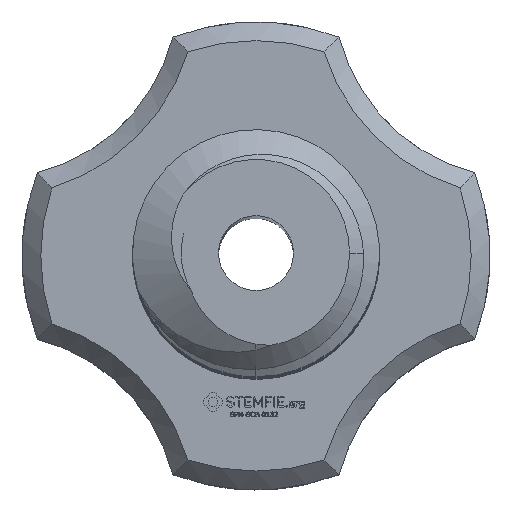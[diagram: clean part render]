
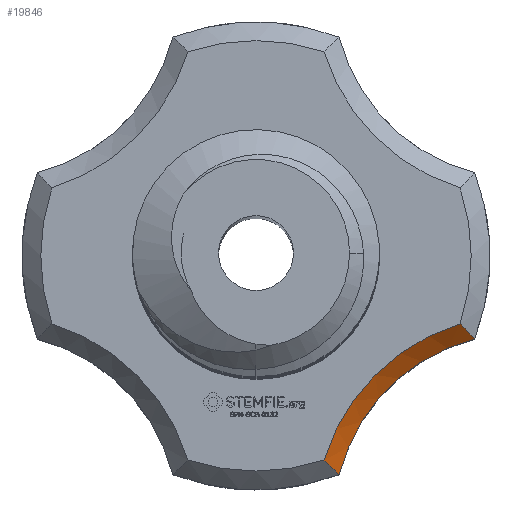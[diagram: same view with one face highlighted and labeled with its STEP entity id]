
A CAD part, top view. The second image highlights one B-rep face of the part: STEP entity #19846.
In plain terms, the highlighted conical face has half-angle 45 degrees and reference radius 5 mm.
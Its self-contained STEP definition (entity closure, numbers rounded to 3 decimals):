
#4839 = VERTEX_POINT('',#4840);
#4840 = CARTESIAN_POINT('',(5.841,-2.225,-0.5));
#4854 = CYLINDRICAL_SURFACE('',#4855,5.);
#4855 = AXIS2_PLACEMENT_3D('',#4856,#4857,#4858);
#4856 = CARTESIAN_POINT('',(7.071,-7.071,0.));
#4857 = DIRECTION('',(-0.,0.,1.));
#4858 = DIRECTION('',(1.,0.,0.));
#4881 = CONICAL_SURFACE('',#4882,6.25,0.785);
#4882 = AXIS2_PLACEMENT_3D('',#4883,#4884,#4885);
#4883 = CARTESIAN_POINT('',(0.,0.,-0.5));
#4884 = DIRECTION('',(0.,0.,-1.));
#4885 = DIRECTION('',(0.934,0.356,0.));
#5605 = EDGE_CURVE('',#4839,#5606,#5608,.T.);
#5606 = VERTEX_POINT('',#5607);
#5607 = CARTESIAN_POINT('',(5.457,-1.814,0.));
#5608 = SURFACE_CURVE('',#5609,(#5614,#5624),.PCURVE_S1.);
#5609 = ELLIPSE('',#5610,7.526,2.577);
#5610 = AXIS2_PLACEMENT_3D('',#5611,#5612,#5613);
#5611 = CARTESIAN_POINT('',(3.536,-3.536,0.125));
#5612 = DIRECTION('',(0.47,-0.47,0.747));
#5613 = DIRECTION('',(0.528,-0.528,-0.664));
#5614 = PCURVE('',#4881,#5615);
#5615 = DEFINITIONAL_REPRESENTATION('',(#5616),#5623);
#5616 = B_SPLINE_CURVE_WITH_KNOTS('',5,(#5617,#5618,#5619,#5620,#5621,
    #5622),.UNSPECIFIED.,.F.,.F.,(6,6),(1.445,1.546),
  .PIECEWISE_BEZIER_KNOTS.);
#5617 = CARTESIAN_POINT('',(0.728,0.));
#5618 = CARTESIAN_POINT('',(0.72,-0.1));
#5619 = CARTESIAN_POINT('',(0.711,-0.199));
#5620 = CARTESIAN_POINT('',(0.703,-0.299));
#5621 = CARTESIAN_POINT('',(0.694,-0.4));
#5622 = CARTESIAN_POINT('',(0.685,-0.5));
#5623 = ( GEOMETRIC_REPRESENTATION_CONTEXT(2) 
PARAMETRIC_REPRESENTATION_CONTEXT() REPRESENTATION_CONTEXT('2D SPACE',''
  ) );
#5624 = PCURVE('',#5625,#5630);
#5625 = CONICAL_SURFACE('',#5626,5.,0.785);
#5626 = AXIS2_PLACEMENT_3D('',#5627,#5628,#5629);
#5627 = CARTESIAN_POINT('',(7.071,-7.071,-0.5));
#5628 = DIRECTION('',(-0.,0.,1.));
#5629 = DIRECTION('',(-0.969,0.246,-0.));
#5630 = DEFINITIONAL_REPRESENTATION('',(#5631),#5638);
#5631 = B_SPLINE_CURVE_WITH_KNOTS('',5,(#5632,#5633,#5634,#5635,#5636,
    #5637),.UNSPECIFIED.,.F.,.F.,(6,6),(1.445,1.546),
  .PIECEWISE_BEZIER_KNOTS.);
#5632 = CARTESIAN_POINT('',(-1.073,0.));
#5633 = CARTESIAN_POINT('',(-1.063,0.1));
#5634 = CARTESIAN_POINT('',(-1.053,0.199));
#5635 = CARTESIAN_POINT('',(-1.043,0.299));
#5636 = CARTESIAN_POINT('',(-1.034,0.4));
#5637 = CARTESIAN_POINT('',(-1.024,0.5));
#5638 = ( GEOMETRIC_REPRESENTATION_CONTEXT(2) 
PARAMETRIC_REPRESENTATION_CONTEXT() REPRESENTATION_CONTEXT('2D SPACE',''
  ) );
#5655 = PLANE('',#5656);
#5656 = AXIS2_PLACEMENT_3D('',#5657,#5658,#5659);
#5657 = CARTESIAN_POINT('',(0.,0.,0.)
  );
#5658 = DIRECTION('',(0.,0.,-1.));
#5659 = DIRECTION('',(1.,0.,0.));
#5671 = VERTEX_POINT('',#5672);
#5672 = CARTESIAN_POINT('',(2.225,-5.841,-0.5));
#5791 = EDGE_CURVE('',#5671,#4839,#5792,.T.);
#5792 = SURFACE_CURVE('',#5793,(#5798,#5805),.PCURVE_S1.);
#5793 = CIRCLE('',#5794,5.);
#5794 = AXIS2_PLACEMENT_3D('',#5795,#5796,#5797);
#5795 = CARTESIAN_POINT('',(7.071,-7.071,-0.5));
#5796 = DIRECTION('',(0.,0.,-1.));
#5797 = DIRECTION('',(-0.969,0.246,-0.));
#5798 = PCURVE('',#4854,#5799);
#5799 = DEFINITIONAL_REPRESENTATION('',(#5800),#5804);
#5800 = LINE('',#5801,#5802);
#5801 = CARTESIAN_POINT('',(-3.39,-0.5));
#5802 = VECTOR('',#5803,1.);
#5803 = DIRECTION('',(-1.,0.));
#5804 = ( GEOMETRIC_REPRESENTATION_CONTEXT(2) 
PARAMETRIC_REPRESENTATION_CONTEXT() REPRESENTATION_CONTEXT('2D SPACE',''
  ) );
#5805 = PCURVE('',#5625,#5806);
#5806 = DEFINITIONAL_REPRESENTATION('',(#5807),#5811);
#5807 = LINE('',#5808,#5809);
#5808 = CARTESIAN_POINT('',(-0.,0.));
#5809 = VECTOR('',#5810,1.);
#5810 = DIRECTION('',(-1.,0.));
#5811 = ( GEOMETRIC_REPRESENTATION_CONTEXT(2) 
PARAMETRIC_REPRESENTATION_CONTEXT() REPRESENTATION_CONTEXT('2D SPACE',''
  ) );
#7626 = EDGE_CURVE('',#7627,#5606,#7629,.T.);
#7627 = VERTEX_POINT('',#7628);
#7628 = CARTESIAN_POINT('',(1.814,-5.457,0.));
#7629 = SURFACE_CURVE('',#7630,(#7635,#7642),.PCURVE_S1.);
#7630 = CIRCLE('',#7631,5.5);
#7631 = AXIS2_PLACEMENT_3D('',#7632,#7633,#7634);
#7632 = CARTESIAN_POINT('',(7.071,-7.071,0.));
#7633 = DIRECTION('',(0.,0.,-1.));
#7634 = DIRECTION('',(-0.969,0.246,-0.));
#7635 = PCURVE('',#5655,#7636);
#7636 = DEFINITIONAL_REPRESENTATION('',(#7637),#7641);
#7637 = CIRCLE('',#7638,5.5);
#7638 = AXIS2_PLACEMENT_2D('',#7639,#7640);
#7639 = CARTESIAN_POINT('',(7.071,7.071));
#7640 = DIRECTION('',(-0.969,-0.246));
#7641 = ( GEOMETRIC_REPRESENTATION_CONTEXT(2) 
PARAMETRIC_REPRESENTATION_CONTEXT() REPRESENTATION_CONTEXT('2D SPACE',''
  ) );
#7642 = PCURVE('',#5625,#7643);
#7643 = DEFINITIONAL_REPRESENTATION('',(#7644),#7648);
#7644 = LINE('',#7645,#7646);
#7645 = CARTESIAN_POINT('',(-0.,0.5));
#7646 = VECTOR('',#7647,1.);
#7647 = DIRECTION('',(-1.,0.));
#7648 = ( GEOMETRIC_REPRESENTATION_CONTEXT(2) 
PARAMETRIC_REPRESENTATION_CONTEXT() REPRESENTATION_CONTEXT('2D SPACE',''
  ) );
#7667 = CONICAL_SURFACE('',#7668,6.25,0.785);
#7668 = AXIS2_PLACEMENT_3D('',#7669,#7670,#7671);
#7669 = CARTESIAN_POINT('',(0.,0.,-0.5));
#7670 = DIRECTION('',(0.,0.,-1.));
#7671 = DIRECTION('',(0.356,-0.934,0.));
#19846 = ADVANCED_FACE('',(#19847),#5625,.F.);
#19847 = FACE_BOUND('',#19848,.T.);
#19848 = EDGE_LOOP('',(#19849,#19877,#19878,#19879));
#19849 = ORIENTED_EDGE('',*,*,#19850,.F.);
#19850 = EDGE_CURVE('',#5671,#7627,#19851,.T.);
#19851 = SURFACE_CURVE('',#19852,(#19857,#19867),.PCURVE_S1.);
#19852 = ELLIPSE('',#19853,7.526,2.577);
#19853 = AXIS2_PLACEMENT_3D('',#19854,#19855,#19856);
#19854 = CARTESIAN_POINT('',(3.536,-3.536,0.125));
#19855 = DIRECTION('',(-0.47,0.47,-0.747));
#19856 = DIRECTION('',(-0.528,0.528,0.664));
#19857 = PCURVE('',#5625,#19858);
#19858 = DEFINITIONAL_REPRESENTATION('',(#19859),#19866);
#19859 = B_SPLINE_CURVE_WITH_KNOTS('',5,(#19860,#19861,#19862,#19863,
    #19864,#19865),.UNSPECIFIED.,.F.,.F.,(6,6),(4.587,
    4.687),.PIECEWISE_BEZIER_KNOTS.);
#19860 = CARTESIAN_POINT('',(0.,0.));
#19861 = CARTESIAN_POINT('',(-0.01,0.1));
#19862 = CARTESIAN_POINT('',(-0.02,0.199));
#19863 = CARTESIAN_POINT('',(-0.03,0.299));
#19864 = CARTESIAN_POINT('',(-0.04,0.4));
#19865 = CARTESIAN_POINT('',(-0.049,0.5));
#19866 = ( GEOMETRIC_REPRESENTATION_CONTEXT(2) 
PARAMETRIC_REPRESENTATION_CONTEXT() REPRESENTATION_CONTEXT('2D SPACE',''
  ) );
#19867 = PCURVE('',#7667,#19868);
#19868 = DEFINITIONAL_REPRESENTATION('',(#19869),#19876);
#19869 = B_SPLINE_CURVE_WITH_KNOTS('',5,(#19870,#19871,#19872,#19873,
    #19874,#19875),.UNSPECIFIED.,.F.,.F.,(6,6),(4.587,
    4.687),.PIECEWISE_BEZIER_KNOTS.);
#19870 = CARTESIAN_POINT('',(0.,0.));
#19871 = CARTESIAN_POINT('',(0.008,-0.1));
#19872 = CARTESIAN_POINT('',(0.017,-0.199));
#19873 = CARTESIAN_POINT('',(0.025,-0.299));
#19874 = CARTESIAN_POINT('',(0.034,-0.4));
#19875 = CARTESIAN_POINT('',(0.043,-0.5));
#19876 = ( GEOMETRIC_REPRESENTATION_CONTEXT(2) 
PARAMETRIC_REPRESENTATION_CONTEXT() REPRESENTATION_CONTEXT('2D SPACE',''
  ) );
#19877 = ORIENTED_EDGE('',*,*,#5791,.T.);
#19878 = ORIENTED_EDGE('',*,*,#5605,.T.);
#19879 = ORIENTED_EDGE('',*,*,#7626,.F.);
